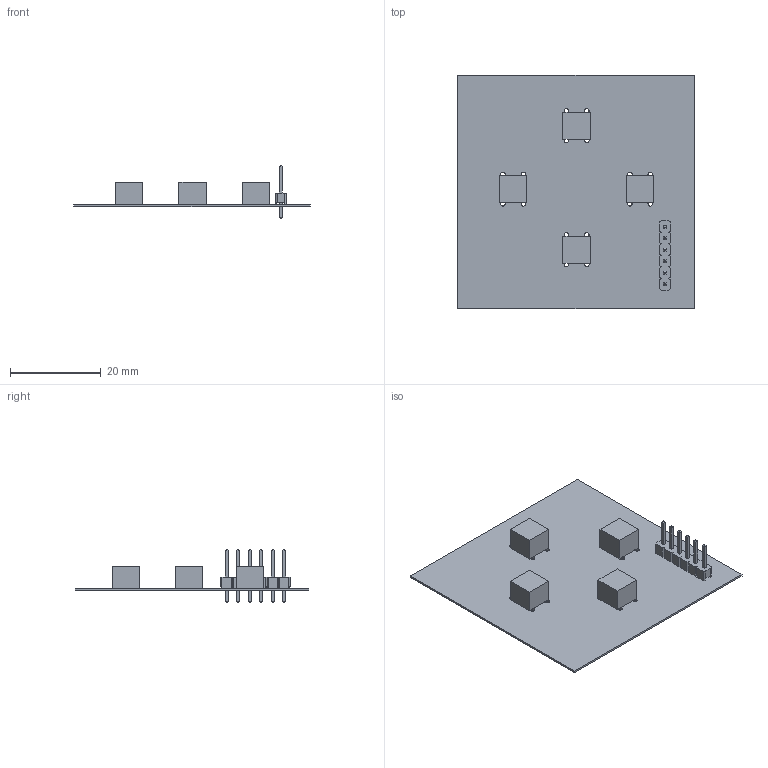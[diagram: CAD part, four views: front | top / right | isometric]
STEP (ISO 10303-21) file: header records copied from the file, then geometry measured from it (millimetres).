
FILE_DESCRIPTION(('Open CASCADE Model'),'2;1');
FILE_NAME('Open CASCADE Shape Model','2022-11-24T15:22:03',('Author'),( 'Open CASCADE'),'Open CASCADE STEP processor 6.8','Open CASCADE 6.8' ,'Unknown');
FILE_SCHEMA(('AUTOMOTIVE_DESIGN { 1 0 10303 214 1 1 1 1 }'));
Length unit declared in the file: millimetre
Products named in the file (13): PCB; Board; Open CASCADE STEP translator 6.8 2.1.1; SW5; 5878797216; Extruded; SW4; SW3; SW2; P1; 61300611121; 6130xx11121_PIN
Assembly tree (20 placements, depth 4):
  PCB
    Board
      Open CASCADE STEP translator 6.8 2.1.1
    SW5
      5878797216
        Extruded
    SW4
      5878797216
        Extruded
    SW3
      5878797216
        Extruded
    SW2
      5878797216
        Extruded
    P1
      61300611121
        6130xx11121_PIN  x6
        61300611121
Bounding box: 52.07 x 51.31 x 11.54 mm (x, y, z)
Volume: 1913.2 mm3; surface area: 6581.4 mm2
Topology: 12 solids, 12 shells, 224 faces, 552 edges, 352 vertices
Faces by surface type: plane 202, cylinder 22
Full cylindrical faces by diameter (mm): 0.99 x16, 1.1 x6
Entity records: 5416 total; most frequent: CARTESIAN_POINT 781, ORIENTED_EDGE 752, DIRECTION 734, EDGE_CURVE 376, LINE 332, VECTOR 332, VERTEX_POINT 248, AXIS2_PLACEMENT_3D 201
